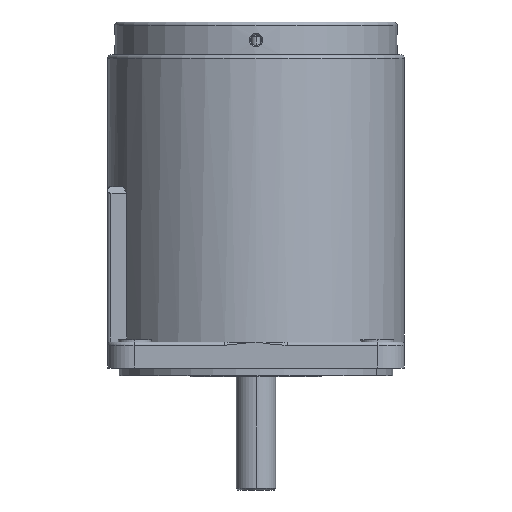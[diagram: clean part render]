
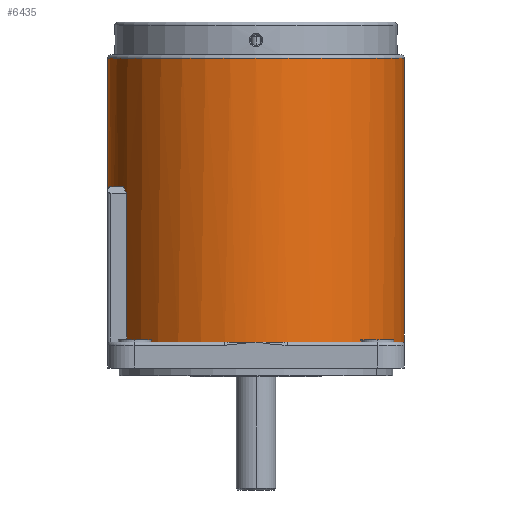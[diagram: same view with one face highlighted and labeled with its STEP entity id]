
A CAD part, left-side view. The second image highlights one B-rep face of the part: STEP entity #6435.
In plain terms, the highlighted cylindrical face has radius 45 mm (diameter 90 mm), a partial arc.
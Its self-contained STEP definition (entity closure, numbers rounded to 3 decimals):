
#41 = DIRECTION ( 'NONE',  ( 0., 0., -1. ) ) ;
#112 = AXIS2_PLACEMENT_3D ( 'NONE', #5599, #473, #2772 ) ;
#153 =( BOUNDED_CURVE ( )  B_SPLINE_CURVE ( 3, ( #2155, #4443, #6714, #1595 ),
 .UNSPECIFIED., .F., .T. ) 
 B_SPLINE_CURVE_WITH_KNOTS ( ( 4, 4 ),
 ( 5.173, 5.223 ),
 .UNSPECIFIED. ) 
 CURVE ( )  GEOMETRIC_REPRESENTATION_ITEM ( )  RATIONAL_B_SPLINE_CURVE ( ( 1., 1., 1., 1. ) ) 
 REPRESENTATION_ITEM ( '' )  );
#312 = CARTESIAN_POINT ( 'NONE',  ( -56.668, 54.916, 0.5 ) ) ;
#366 = EDGE_CURVE ( 'NONE', #572, #6404, #6037, .T. ) ;
#416 = CARTESIAN_POINT ( 'NONE',  ( -54.668, 55.972, 2.5 ) ) ;
#473 = DIRECTION ( 'NONE',  ( 0., 0., 1. ) ) ;
#572 = VERTEX_POINT ( 'NONE', #847 ) ;
#754 = VECTOR ( 'NONE', #41, 1000. ) ;
#776 = EDGE_CURVE ( 'NONE', #5311, #3864, #4717, .T. ) ;
#779 = CARTESIAN_POINT ( 'NONE',  ( -34.668, -29.339, -43.9 ) ) ;
#819 = AXIS2_PLACEMENT_3D ( 'NONE', #863, #3168, #5434 ) ;
#847 = CARTESIAN_POINT ( 'NONE',  ( -34.668, 60.661, 2.5 ) ) ;
#863 = CARTESIAN_POINT ( 'NONE',  ( -34.668, 15.661, 41.5 ) ) ;
#878 = VERTEX_POINT ( 'NONE', #1853 ) ;
#953 = VERTEX_POINT ( 'NONE', #312 ) ;
#954 = ORIENTED_EDGE ( 'NONE', *, *, #1075, .T. ) ;
#1014 = EDGE_CURVE ( 'NONE', #4904, #3263, #1656, .T. ) ;
#1016 = CARTESIAN_POINT ( 'NONE',  ( -44.102, -28.339, -44.6 ) ) ;
#1075 = EDGE_CURVE ( 'NONE', #6766, #953, #153, .T. ) ;
#1076 = ORIENTED_EDGE ( 'NONE', *, *, #2684, .T. ) ;
#1139 = CARTESIAN_POINT ( 'NONE',  ( -34.668, 15.661, 2.5 ) ) ;
#1469 = CARTESIAN_POINT ( 'NONE',  ( -34.668, 15.661, -43.9 ) ) ;
#1499 = AXIS2_PLACEMENT_3D ( 'NONE', #6865, #1753, #4038 ) ;
#1572 = VERTEX_POINT ( 'NONE', #7373 ) ;
#1595 = CARTESIAN_POINT ( 'NONE',  ( -56.668, 54.916, 0.5 ) ) ;
#1656 = CIRCLE ( 'NONE', #2023, 45. ) ;
#1753 = DIRECTION ( 'NONE',  ( 0., 0., 1. ) ) ;
#1853 = CARTESIAN_POINT ( 'NONE',  ( -34.668, 60.661, 41.5 ) ) ;
#1922 = CARTESIAN_POINT ( 'NONE',  ( -44.102, 59.661, 2.5 ) ) ;
#1938 = DIRECTION ( 'NONE',  ( 1., 0., 0. ) ) ;
#1995 = ORIENTED_EDGE ( 'NONE', *, *, #4850, .T. ) ;
#2023 = AXIS2_PLACEMENT_3D ( 'NONE', #2086, #4365, #6636 ) ;
#2083 = EDGE_CURVE ( 'NONE', #1572, #4904, #7102, .T. ) ;
#2086 = CARTESIAN_POINT ( 'NONE',  ( -34.668, 15.661, -44.6 ) ) ;
#2136 = ORIENTED_EDGE ( 'NONE', *, *, #5272, .F. ) ;
#2153 = CARTESIAN_POINT ( 'NONE',  ( -79.668, 15.661, -44.6 ) ) ;
#2155 = CARTESIAN_POINT ( 'NONE',  ( -54.668, 55.972, 2.5 ) ) ;
#2266 = DIRECTION ( 'NONE',  ( 0., 0., -1. ) ) ;
#2393 = CIRCLE ( 'NONE', #112, 45. ) ;
#2655 = CARTESIAN_POINT ( 'NONE',  ( -34.668, -29.339, 41.5 ) ) ;
#2677 = CARTESIAN_POINT ( 'NONE',  ( -34.668, 15.661, -44.6 ) ) ;
#2684 = EDGE_CURVE ( 'NONE', #953, #1572, #2909, .T. ) ;
#2772 = DIRECTION ( 'NONE',  ( 1., 0., 0. ) ) ;
#2791 = CARTESIAN_POINT ( 'NONE',  ( -34.668, 15.661, 2.5 ) ) ;
#2892 = AXIS2_PLACEMENT_3D ( 'NONE', #2677, #4952, #7208 ) ;
#2909 = LINE ( 'NONE', #5184, #754 ) ;
#3029 = AXIS2_PLACEMENT_3D ( 'NONE', #1469, #3764, #6034 ) ;
#3079 = DIRECTION ( 'NONE',  ( 0., 0., -1. ) ) ;
#3104 = ORIENTED_EDGE ( 'NONE', *, *, #2083, .T. ) ;
#3168 = DIRECTION ( 'NONE',  ( 0., 0., -1. ) ) ;
#3238 = VECTOR ( 'NONE', #3079, 1000. ) ;
#3263 = VERTEX_POINT ( 'NONE', #2153 ) ;
#3389 = VECTOR ( 'NONE', #2266, 1000. ) ;
#3408 = ORIENTED_EDGE ( 'NONE', *, *, #776, .T. ) ;
#3443 = DIRECTION ( 'NONE',  ( 0., 0., 1. ) ) ;
#3536 = EDGE_CURVE ( 'NONE', #5890, #878, #4059, .T. ) ;
#3542 = AXIS2_PLACEMENT_3D ( 'NONE', #2791, #5062, #7320 ) ;
#3555 = ORIENTED_EDGE ( 'NONE', *, *, #5944, .T. ) ;
#3764 = DIRECTION ( 'NONE',  ( 0., 0., -1. ) ) ;
#3864 = VERTEX_POINT ( 'NONE', #1016 ) ;
#4002 = ORIENTED_EDGE ( 'NONE', *, *, #4607, .T. ) ;
#4038 = DIRECTION ( 'NONE',  ( 1., 0., 0. ) ) ;
#4059 = CIRCLE ( 'NONE', #819, 45. ) ;
#4146 = ORIENTED_EDGE ( 'NONE', *, *, #3536, .T. ) ;
#4322 = FACE_OUTER_BOUND ( 'NONE', #4844, .T. ) ;
#4331 = CARTESIAN_POINT ( 'NONE',  ( -34.668, -29.339, -44.6 ) ) ;
#4365 = DIRECTION ( 'NONE',  ( 0., 0., 1. ) ) ;
#4443 = CARTESIAN_POINT ( 'NONE',  ( -55.344, 55.637, 1.825 ) ) ;
#4551 = VERTEX_POINT ( 'NONE', #4331 ) ;
#4607 = EDGE_CURVE ( 'NONE', #3864, #4551, #2393, .T. ) ;
#4628 = ORIENTED_EDGE ( 'NONE', *, *, #1014, .T. ) ;
#4717 = CIRCLE ( 'NONE', #1499, 45. ) ;
#4772 = CARTESIAN_POINT ( 'NONE',  ( -34.668, 15.661, -44.6 ) ) ;
#4844 = EDGE_LOOP ( 'NONE', ( #2136, #4146, #3555, #6944, #5878, #954, #1076, #3104, #4628, #1995, #3408, #4002 ) ) ;
#4850 = EDGE_CURVE ( 'NONE', #3263, #5311, #6107, .T. ) ;
#4904 = VERTEX_POINT ( 'NONE', #6146 ) ;
#4950 = CIRCLE ( 'NONE', #5887, 45. ) ;
#4952 = DIRECTION ( 'NONE',  ( 0., 0., 1. ) ) ;
#5062 = DIRECTION ( 'NONE',  ( 0., 0., 1. ) ) ;
#5107 = LINE ( 'NONE', #7362, #3389 ) ;
#5184 = CARTESIAN_POINT ( 'NONE',  ( -56.668, 54.916, -43.9 ) ) ;
#5272 = EDGE_CURVE ( 'NONE', #5890, #4551, #5905, .T. ) ;
#5311 = VERTEX_POINT ( 'NONE', #5937 ) ;
#5434 = DIRECTION ( 'NONE',  ( 0., -1., 0. ) ) ;
#5599 = CARTESIAN_POINT ( 'NONE',  ( -34.668, 15.661, -44.6 ) ) ;
#5703 = DIRECTION ( 'NONE',  ( 1., 0., 0. ) ) ;
#5878 = ORIENTED_EDGE ( 'NONE', *, *, #7291, .T. ) ;
#5887 = AXIS2_PLACEMENT_3D ( 'NONE', #1139, #3443, #5703 ) ;
#5890 = VERTEX_POINT ( 'NONE', #2655 ) ;
#5905 = LINE ( 'NONE', #779, #3238 ) ;
#5937 = CARTESIAN_POINT ( 'NONE',  ( -78.668, 6.227, -44.6 ) ) ;
#5944 = EDGE_CURVE ( 'NONE', #878, #572, #5107, .T. ) ;
#6034 = DIRECTION ( 'NONE',  ( 0., 1., 0. ) ) ;
#6037 = CIRCLE ( 'NONE', #3542, 45. ) ;
#6107 = CIRCLE ( 'NONE', #2892, 45. ) ;
#6146 = CARTESIAN_POINT ( 'NONE',  ( -78.668, 25.095, -44.6 ) ) ;
#6404 = VERTEX_POINT ( 'NONE', #1922 ) ;
#6435 = ADVANCED_FACE ( 'NONE', ( #4322 ), #6593, .T. ) ;
#6593 = CYLINDRICAL_SURFACE ( 'NONE', #3029, 45. ) ;
#6636 = DIRECTION ( 'NONE',  ( 1., 0., 0. ) ) ;
#6714 = CARTESIAN_POINT ( 'NONE',  ( -56.011, 55.285, 1.158 ) ) ;
#6766 = VERTEX_POINT ( 'NONE', #416 ) ;
#6865 = CARTESIAN_POINT ( 'NONE',  ( -34.668, 15.661, -44.6 ) ) ;
#6944 = ORIENTED_EDGE ( 'NONE', *, *, #366, .T. ) ;
#6989 = AXIS2_PLACEMENT_3D ( 'NONE', #4772, #7047, #1938 ) ;
#7047 = DIRECTION ( 'NONE',  ( 0., 0., 1. ) ) ;
#7102 = CIRCLE ( 'NONE', #6989, 45. ) ;
#7208 = DIRECTION ( 'NONE',  ( 1., 0., 0. ) ) ;
#7291 = EDGE_CURVE ( 'NONE', #6404, #6766, #4950, .T. ) ;
#7320 = DIRECTION ( 'NONE',  ( 1., 0., 0. ) ) ;
#7362 = CARTESIAN_POINT ( 'NONE',  ( -34.668, 60.661, -43.9 ) ) ;
#7373 = CARTESIAN_POINT ( 'NONE',  ( -56.668, 54.916, -44.6 ) ) ;
